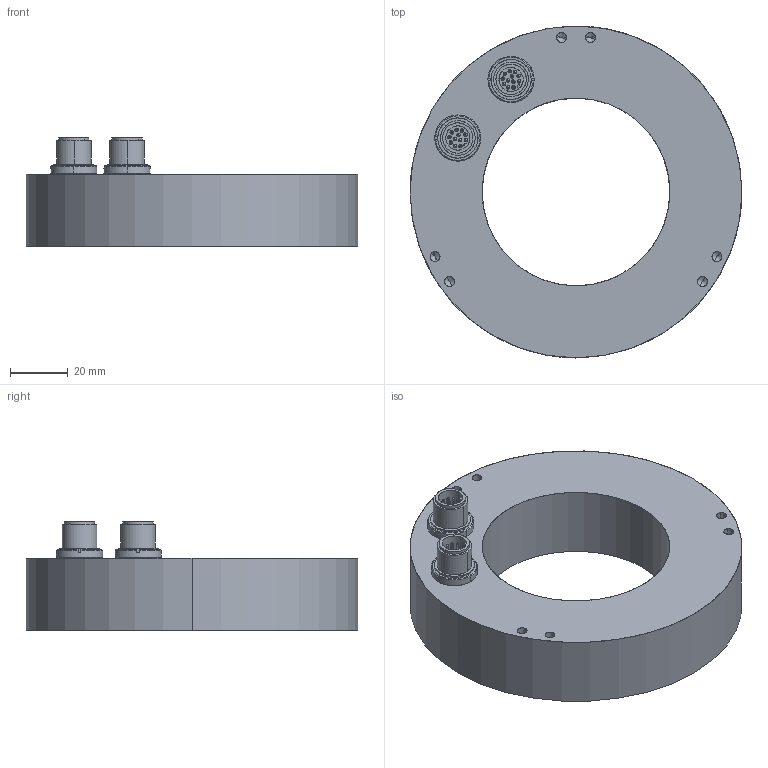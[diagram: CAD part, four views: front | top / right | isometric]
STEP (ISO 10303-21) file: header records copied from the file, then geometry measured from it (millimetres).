
FILE_DESCRIPTION(/* description */ (''),/* implementation_level */ '2;1');
FILE_NAME(/* name */ 'SBAL-C6-R-_3D-CAD.stp',/* time_stamp */ '2021-10-07T13:02:11-04:00',/* author */ ('us0alz'),/* organization */ (''),/* preprocessor_version */ 'ST-DEVELOPER v17',/* originating_system */ 'Autodesk Inventor 2019',/* authorisation */ ', , ');
FILE_SCHEMA (('AUTOMOTIVE_DESIGN { 1 0 10303 214 3 1 1 }'));
Length unit declared in the file: millimetre
Products named in the file (1): SBAL-C6-R-_3D-CAD
Bounding box: 115 x 115 x 37.7 mm (x, y, z)
Surface area: 63914.7 mm2 (no closed solid volume)
Topology: 0 solids, 677 shells, 677 faces, 2818 edges, 2774 vertices
Faces by surface type: cylinder 329, plane 162, cone 74, sphere 52, bspline 52, torus 8
Entity records: 35263 total; most frequent: CARTESIAN_POINT 11865, DIRECTION 4952, ORIENTED_EDGE 2800, VERTEX_POINT 2774, EDGE_CURVE 2774, AXIS2_PLACEMENT_3D 1982, CIRCLE 1330, LINE 988
